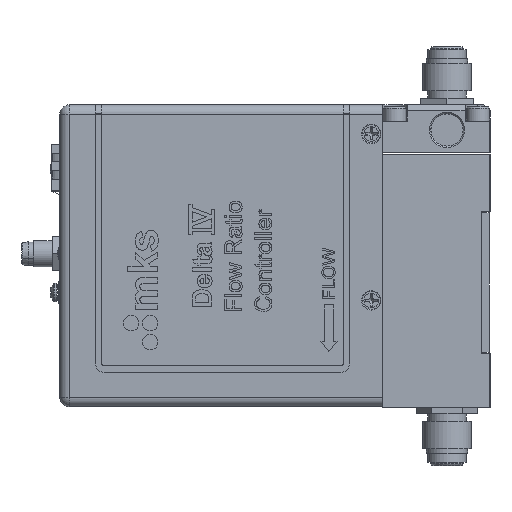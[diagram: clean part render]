
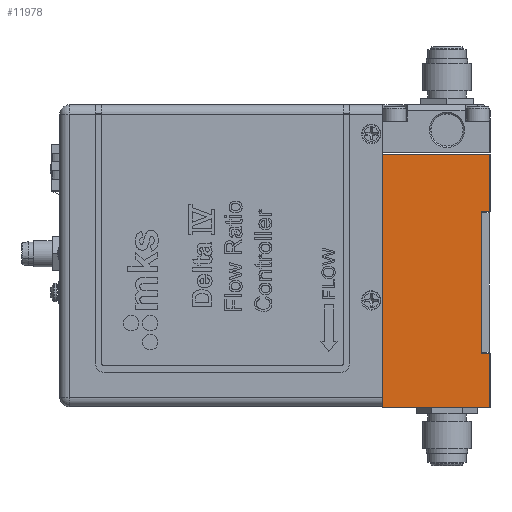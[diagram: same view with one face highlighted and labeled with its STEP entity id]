
A CAD part, left-side view. The second image highlights one B-rep face of the part: STEP entity #11978.
In plain terms, the highlighted planar face has unit normal (-1, 0, 0).
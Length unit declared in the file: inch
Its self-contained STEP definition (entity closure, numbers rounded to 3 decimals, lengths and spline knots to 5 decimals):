
#53 = LINE ( 'NONE', #67853, #84319 ) ;
#900 = VERTEX_POINT ( 'NONE', #4033 ) ;
#1978 = CARTESIAN_POINT ( 'NONE',  ( 0.0065, 0., -1.24594 ) ) ;
#2478 = ORIENTED_EDGE ( 'NONE', *, *, #46042, .F. ) ;
#2597 = LINE ( 'NONE', #81467, #86871 ) ;
#4033 = CARTESIAN_POINT ( 'NONE',  ( 0.0065, 1.25, -0.57594 ) ) ;
#4884 = LINE ( 'NONE', #26049, #89121 ) ;
#5246 = LINE ( 'NONE', #97965, #86937 ) ;
#6319 = LINE ( 'NONE', #24354, #68932 ) ;
#8478 = DIRECTION ( 'NONE',  ( 0., 0., -1. ) ) ;
#9337 = VERTEX_POINT ( 'NONE', #18478 ) ;
#9412 = VERTEX_POINT ( 'NONE', #85458 ) ;
#10031 = EDGE_CURVE ( 'NONE', #10537, #9412, #2597, .T. ) ;
#10488 = ORIENTED_EDGE ( 'NONE', *, *, #52166, .T. ) ;
#10537 = VERTEX_POINT ( 'NONE', #68069 ) ;
#11978 = ADVANCED_FACE ( 'NONE', ( #33996 ), #54412, .T. ) ;
#12490 = DIRECTION ( 'NONE',  ( 0., 0., 1. ) ) ;
#14825 = LINE ( 'NONE', #29951, #77352 ) ;
#18447 = EDGE_CURVE ( 'NONE', #900, #83631, #46785, .T. ) ;
#18478 = CARTESIAN_POINT ( 'NONE',  ( 0.0065, 1.25, -3.51594 ) ) ;
#22329 = DIRECTION ( 'NONE',  ( -1., 0., 0. ) ) ;
#23449 = ORIENTED_EDGE ( 'NONE', *, *, #18447, .F. ) ;
#24354 = CARTESIAN_POINT ( 'NONE',  ( 0.0065, 0., -3.51594 ) ) ;
#24880 = EDGE_CURVE ( 'NONE', #83631, #78443, #6319, .T. ) ;
#26049 = CARTESIAN_POINT ( 'NONE',  ( 0.0065, 0., -1.24594 ) ) ;
#27301 = LINE ( 'NONE', #28552, #70722 ) ;
#28552 = CARTESIAN_POINT ( 'NONE',  ( 0.0065, 1.25, -0.57594 ) ) ;
#29951 = CARTESIAN_POINT ( 'NONE',  ( 0.0065, 0., -2.88594 ) ) ;
#31625 = DIRECTION ( 'NONE',  ( 0., -1., 0. ) ) ;
#32720 = EDGE_CURVE ( 'NONE', #80083, #46292, #5246, .T. ) ;
#32924 = DIRECTION ( 'NONE',  ( 0., 0., -1. ) ) ;
#33996 = FACE_OUTER_BOUND ( 'NONE', #61251, .T. ) ;
#38100 = DIRECTION ( 'NONE',  ( 0., 1., 0. ) ) ;
#46042 = EDGE_CURVE ( 'NONE', #9337, #900, #27301, .T. ) ;
#46292 = VERTEX_POINT ( 'NONE', #89420 ) ;
#46785 = LINE ( 'NONE', #73348, #87607 ) ;
#49067 = AXIS2_PLACEMENT_3D ( 'NONE', #71202, #22329, #79371 ) ;
#52166 = EDGE_CURVE ( 'NONE', #80083, #78443, #4884, .T. ) ;
#52190 = ORIENTED_EDGE ( 'NONE', *, *, #24880, .F. ) ;
#54412 = PLANE ( 'NONE',  #49067 ) ;
#58859 = DIRECTION ( 'NONE',  ( 0., -1., 0. ) ) ;
#59158 = ORIENTED_EDGE ( 'NONE', *, *, #10031, .F. ) ;
#61251 = EDGE_LOOP ( 'NONE', ( #78419, #82119, #10488, #52190, #23449, #2478, #98008, #59158 ) ) ;
#64581 = EDGE_CURVE ( 'NONE', #10537, #46292, #14825, .T. ) ;
#67853 = CARTESIAN_POINT ( 'NONE',  ( 0.0065, 1.25, -3.51594 ) ) ;
#68069 = CARTESIAN_POINT ( 'NONE',  ( 0.0065, 0., -2.88594 ) ) ;
#68932 = VECTOR ( 'NONE', #32924, 39.37008 ) ;
#70722 = VECTOR ( 'NONE', #12490, 39.37008 ) ;
#71202 = CARTESIAN_POINT ( 'NONE',  ( 0.0065, 0., -0.57594 ) ) ;
#73348 = CARTESIAN_POINT ( 'NONE',  ( 0.0065, 0., -0.57594 ) ) ;
#76051 = DIRECTION ( 'NONE',  ( 0., 1., 0. ) ) ;
#77352 = VECTOR ( 'NONE', #38100, 39.37008 ) ;
#78419 = ORIENTED_EDGE ( 'NONE', *, *, #64581, .T. ) ;
#78443 = VERTEX_POINT ( 'NONE', #1978 ) ;
#79371 = DIRECTION ( 'NONE',  ( 0., 0., 1. ) ) ;
#80083 = VERTEX_POINT ( 'NONE', #101055 ) ;
#80577 = EDGE_CURVE ( 'NONE', #9412, #9337, #53, .T. ) ;
#81467 = CARTESIAN_POINT ( 'NONE',  ( 0.0065, 0., -3.51594 ) ) ;
#82119 = ORIENTED_EDGE ( 'NONE', *, *, #32720, .F. ) ;
#83631 = VERTEX_POINT ( 'NONE', #95920 ) ;
#84319 = VECTOR ( 'NONE', #76051, 39.37008 ) ;
#85458 = CARTESIAN_POINT ( 'NONE',  ( 0.0065, 0., -3.51594 ) ) ;
#86871 = VECTOR ( 'NONE', #89607, 39.37008 ) ;
#86937 = VECTOR ( 'NONE', #8478, 39.37008 ) ;
#87607 = VECTOR ( 'NONE', #31625, 39.37008 ) ;
#89121 = VECTOR ( 'NONE', #58859, 39.37008 ) ;
#89420 = CARTESIAN_POINT ( 'NONE',  ( 0.0065, 0.1, -2.88594 ) ) ;
#89607 = DIRECTION ( 'NONE',  ( 0., 0., -1. ) ) ;
#95920 = CARTESIAN_POINT ( 'NONE',  ( 0.0065, 0., -0.57594 ) ) ;
#97965 = CARTESIAN_POINT ( 'NONE',  ( 0.0065, 0.1, -0.57594 ) ) ;
#98008 = ORIENTED_EDGE ( 'NONE', *, *, #80577, .F. ) ;
#101055 = CARTESIAN_POINT ( 'NONE',  ( 0.0065, 0.1, -1.24594 ) ) ;
